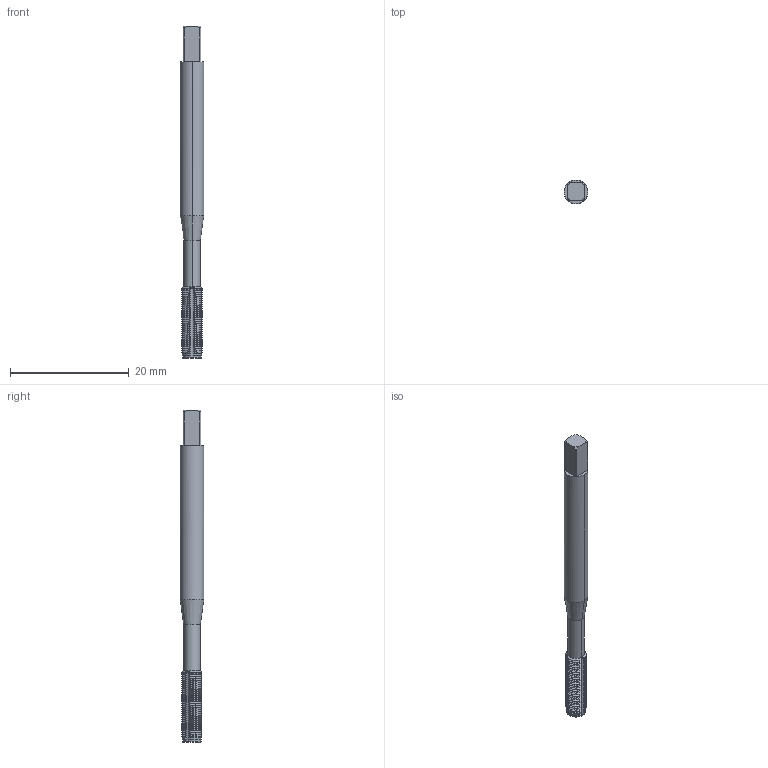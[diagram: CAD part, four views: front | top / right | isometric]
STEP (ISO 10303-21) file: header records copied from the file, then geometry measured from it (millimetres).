
FILE_DESCRIPTION(('no description'),'unknown implementation level');
FILE_NAME('solidVtH0vJtG9bcV8_X26HLk4KtHSaE_1.STP',' ',('CIM GmbH Aachen'),('CADClick - KiM GmbH - www.kimweb.de'),'unknown preprocess','ACIS','unknown authorization');
FILE_SCHEMA(('automotive_design'));
Length unit declared in the file: millimetre
Products named in the file (2): 1; 2
Bounding box: 4 x 4 x 56 mm (x, y, z)
Volume: 564.2 mm3; surface area: 935.1 mm2
Topology: 2 solids, 2 shells, 704 faces, 1953 edges, 1253 vertices
Faces by surface type: cone 372, cylinder 312, plane 17, torus 3
Entity records: 46316 total; most frequent: CARTESIAN_POINT 6829, STYLED_ITEM 3912, PRESENTATION_STYLE_ASSIGNMENT 3912, COLOUR_RGB 3912, ORIENTED_EDGE 3906, DIRECTION 3706, EDGE_CURVE 1953, CURVE_STYLE 1953
